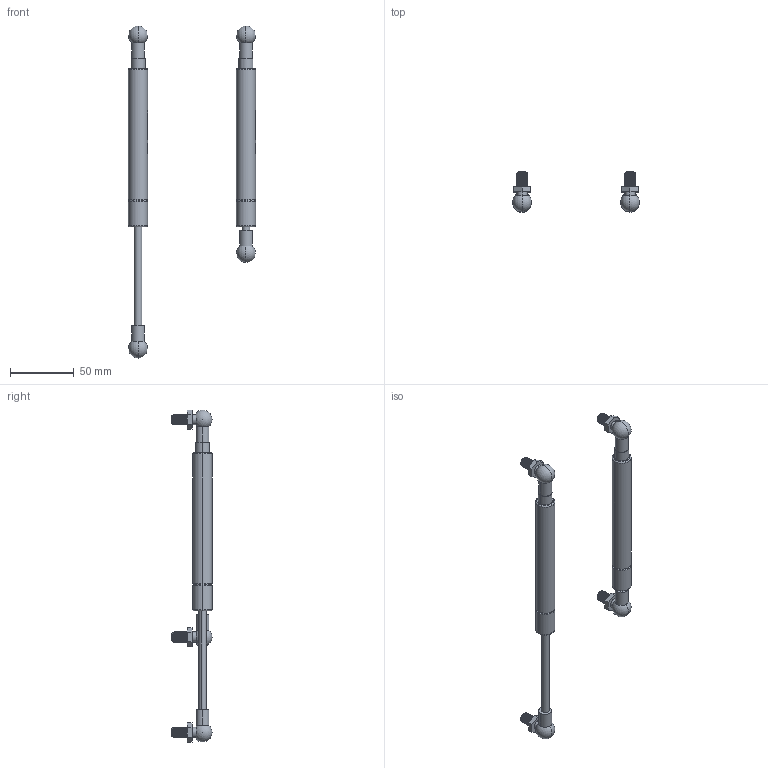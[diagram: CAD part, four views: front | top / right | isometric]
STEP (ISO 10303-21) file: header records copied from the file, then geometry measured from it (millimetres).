
FILE_DESCRIPTION (( 'STEP AP214' ), '1' );
FILE_NAME ('06462 Gas Strut Adjustable Pressure Stainless Steel 246mm.STEP', '2025-09-02T00:46:33', ( '' ), ( '' ), 'SwSTEP 2.0', 'SolidWorks 2025', '' );
FILE_SCHEMA (( 'AUTOMOTIVE_DESIGN' ));
Length unit declared in the file: millimetre
Products named in the file (6): Ball Joint Inner_1851; 06462 Bk 6mm Gas Strut 246mm L 75mm St 40kg Rod_6350; Ball Joint_1851; 06462 Bk 6mm Gas Strut 246mm L 75mm St 40kg Body_6353; 06462 Gas Strut Adjustable Pressure Stainless Steel 246mm; Ball Joint Outer_1851
Assembly tree (10 placements, depth 3):
  06462 Gas Strut Adjustable Pressure Stainless Steel 246mm
    06462 Bk 6mm Gas Strut 246mm L 75mm St 40kg Body_6353  x2
    06462 Bk 6mm Gas Strut 246mm L 75mm St 40kg Rod_6350  x2
    Ball Joint_1851  x4
      Ball Joint Outer_1851
      Ball Joint Inner_1851
Bounding box: 99.89 x 31.5 x 261.01 mm (x, y, z)
Volume: 58312.4 mm3; surface area: 33076.6 mm2
Topology: 12 solids, 12 shells, 890 faces, 2482 edges, 1628 vertices
Faces by surface type: bspline 372, cylinder 232, plane 214, torus 32, sphere 24, cone 16
Entity records: 28708 total; most frequent: CARTESIAN_POINT 20384, ORIENTED_EDGE 2144, EDGE_CURVE 1072, DIRECTION 982, VERTEX_POINT 706, B_SPLINE_CURVE_WITH_KNOTS 633, EDGE_LOOP 410, ADVANCED_FACE 391
